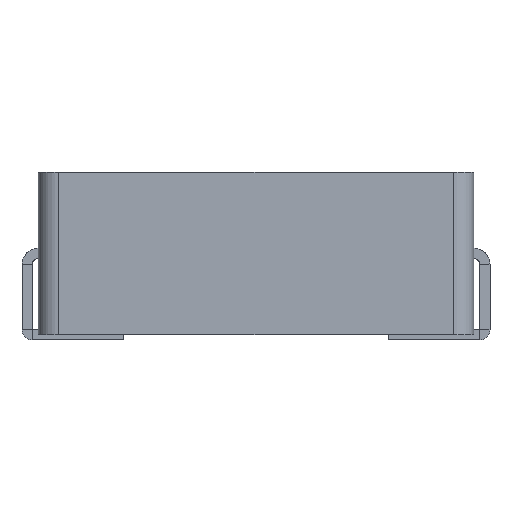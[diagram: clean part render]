
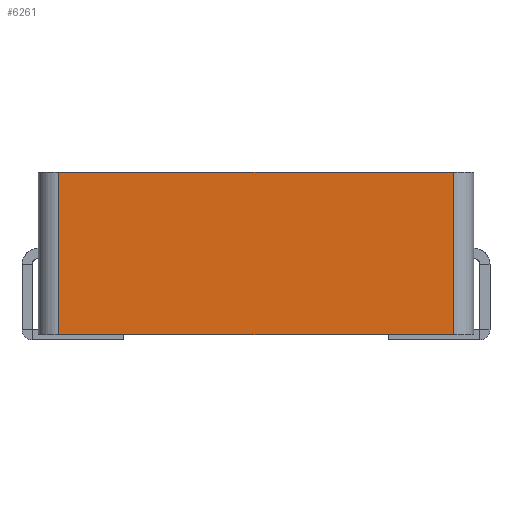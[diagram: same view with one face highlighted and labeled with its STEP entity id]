
A CAD part, front view. The second image highlights one B-rep face of the part: STEP entity #6261.
In plain terms, the highlighted planar face has unit normal (0, -1, 0).
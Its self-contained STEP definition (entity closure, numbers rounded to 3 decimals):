
#84 = ORIENTED_EDGE ( 'NONE', *, *, #5585, .T. ) ;
#382 = VERTEX_POINT ( 'NONE', #6768 ) ;
#384 = VECTOR ( 'NONE', #5973, 1000. ) ;
#561 = CARTESIAN_POINT ( 'NONE',  ( 4.848, -5.253, 4.125 ) ) ;
#620 = CARTESIAN_POINT ( 'NONE',  ( 4.848, -5.253, 4.125 ) ) ;
#984 = PLANE ( 'NONE',  #3020 ) ;
#1440 = VECTOR ( 'NONE', #3160, 1000. ) ;
#1469 = CARTESIAN_POINT ( 'NONE',  ( -4.852, -5.253, 4.125 ) ) ;
#1485 = EDGE_CURVE ( 'NONE', #5622, #2791, #3667, .T. ) ;
#1547 = FACE_OUTER_BOUND ( 'NONE', #3482, .T. ) ;
#2791 = VERTEX_POINT ( 'NONE', #5948 ) ;
#2976 = LINE ( 'NONE', #3514, #3725 ) ;
#3011 = EDGE_CURVE ( 'NONE', #382, #5377, #2976, .T. ) ;
#3020 = AXIS2_PLACEMENT_3D ( 'NONE', #6886, #6423, #4817 ) ;
#3095 = ORIENTED_EDGE ( 'NONE', *, *, #6931, .T. ) ;
#3160 = DIRECTION ( 'NONE',  ( 1., 0., 0. ) ) ;
#3482 = EDGE_LOOP ( 'NONE', ( #5431, #3095, #6743, #84 ) ) ;
#3514 = CARTESIAN_POINT ( 'NONE',  ( -5.352, -5.253, 4.125 ) ) ;
#3667 = LINE ( 'NONE', #4740, #1440 ) ;
#3725 = VECTOR ( 'NONE', #5739, 1000. ) ;
#4603 = VECTOR ( 'NONE', #4699, 1000. ) ;
#4662 = LINE ( 'NONE', #1469, #4603 ) ;
#4699 = DIRECTION ( 'NONE',  ( 0., 0., -1. ) ) ;
#4740 = CARTESIAN_POINT ( 'NONE',  ( -5.352, -5.253, 0.125 ) ) ;
#4817 = DIRECTION ( 'NONE',  ( 1., 0., 0. ) ) ;
#5377 = VERTEX_POINT ( 'NONE', #561 ) ;
#5431 = ORIENTED_EDGE ( 'NONE', *, *, #1485, .T. ) ;
#5585 = EDGE_CURVE ( 'NONE', #382, #5622, #4662, .T. ) ;
#5622 = VERTEX_POINT ( 'NONE', #6386 ) ;
#5739 = DIRECTION ( 'NONE',  ( 1., 0., 0. ) ) ;
#5938 = LINE ( 'NONE', #620, #384 ) ;
#5948 = CARTESIAN_POINT ( 'NONE',  ( 4.848, -5.253, 0.125 ) ) ;
#5973 = DIRECTION ( 'NONE',  ( 0., 0., 1. ) ) ;
#6261 = ADVANCED_FACE ( 'NONE', ( #1547 ), #984, .F. ) ;
#6386 = CARTESIAN_POINT ( 'NONE',  ( -4.852, -5.253, 0.125 ) ) ;
#6423 = DIRECTION ( 'NONE',  ( 0., 1., 0. ) ) ;
#6743 = ORIENTED_EDGE ( 'NONE', *, *, #3011, .F. ) ;
#6768 = CARTESIAN_POINT ( 'NONE',  ( -4.852, -5.253, 4.125 ) ) ;
#6886 = CARTESIAN_POINT ( 'NONE',  ( -5.352, -5.253, 4.125 ) ) ;
#6931 = EDGE_CURVE ( 'NONE', #2791, #5377, #5938, .T. ) ;
